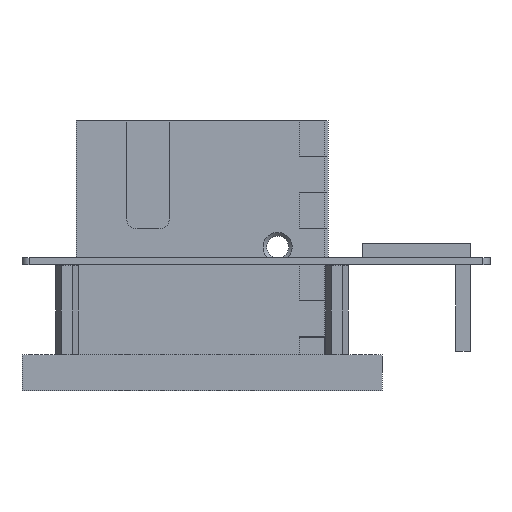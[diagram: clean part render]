
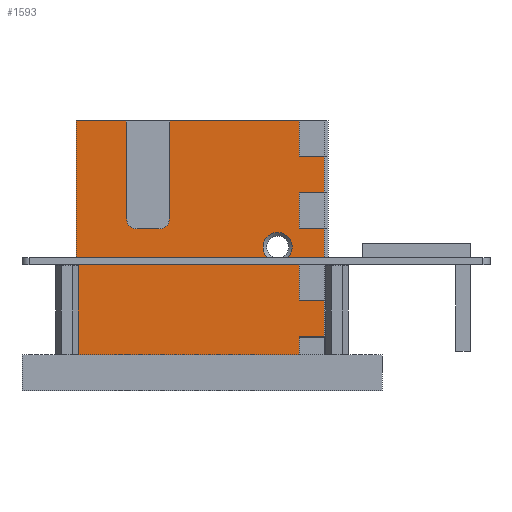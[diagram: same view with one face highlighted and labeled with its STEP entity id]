
A CAD part, left-side view. The second image highlights one B-rep face of the part: STEP entity #1593.
In plain terms, the highlighted planar face has unit normal (-1, 0, 0).
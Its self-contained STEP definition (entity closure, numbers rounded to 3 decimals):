
#1297=FACE_BOUND('',#2181,.T.);
#1298=FACE_BOUND('',#2182,.T.);
#1436=CIRCLE('',#5212,4.05);
#1437=CIRCLE('',#5213,3.);
#1438=CIRCLE('',#5214,3.);
#1593=ADVANCED_FACE('',(#1297,#1298),#1754,.F.);
#1754=PLANE('',#5215);
#2181=EDGE_LOOP('',(#2848));
#2182=EDGE_LOOP('',(#2849,#2850,#2851,#2852,#2853,#2854,#2855,#2856,#2857,
#2858,#2859,#2860,#2861,#2862,#2863,#2864,#2865,#2866,#2867,#2868,#2869,
#2870));
#2848=ORIENTED_EDGE('',*,*,#4027,.T.);
#2849=ORIENTED_EDGE('',*,*,#4028,.F.);
#2850=ORIENTED_EDGE('',*,*,#4026,.F.);
#2851=ORIENTED_EDGE('',*,*,#4029,.T.);
#2852=ORIENTED_EDGE('',*,*,#4030,.T.);
#2853=ORIENTED_EDGE('',*,*,#4031,.T.);
#2854=ORIENTED_EDGE('',*,*,#4032,.T.);
#2855=ORIENTED_EDGE('',*,*,#4033,.T.);
#2856=ORIENTED_EDGE('',*,*,#4034,.T.);
#2857=ORIENTED_EDGE('',*,*,#4035,.T.);
#2858=ORIENTED_EDGE('',*,*,#4036,.T.);
#2859=ORIENTED_EDGE('',*,*,#4037,.T.);
#2860=ORIENTED_EDGE('',*,*,#4038,.T.);
#2861=ORIENTED_EDGE('',*,*,#4039,.T.);
#2862=ORIENTED_EDGE('',*,*,#4040,.T.);
#2863=ORIENTED_EDGE('',*,*,#4041,.T.);
#2864=ORIENTED_EDGE('',*,*,#4042,.F.);
#2865=ORIENTED_EDGE('',*,*,#4043,.F.);
#2866=ORIENTED_EDGE('',*,*,#4044,.T.);
#2867=ORIENTED_EDGE('',*,*,#4045,.F.);
#2868=ORIENTED_EDGE('',*,*,#4046,.T.);
#2869=ORIENTED_EDGE('',*,*,#4047,.T.);
#2870=ORIENTED_EDGE('',*,*,#4048,.F.);
#3578=VERTEX_POINT('',#7161);
#3579=VERTEX_POINT('',#7163);
#3580=VERTEX_POINT('',#7167);
#3581=VERTEX_POINT('',#7169);
#3582=VERTEX_POINT('',#7171);
#3583=VERTEX_POINT('',#7173);
#3584=VERTEX_POINT('',#7175);
#3585=VERTEX_POINT('',#7177);
#3586=VERTEX_POINT('',#7179);
#3587=VERTEX_POINT('',#7181);
#3588=VERTEX_POINT('',#7183);
#3589=VERTEX_POINT('',#7185);
#3590=VERTEX_POINT('',#7187);
#3591=VERTEX_POINT('',#7189);
#3592=VERTEX_POINT('',#7191);
#3593=VERTEX_POINT('',#7193);
#3594=VERTEX_POINT('',#7195);
#3595=VERTEX_POINT('',#7197);
#3596=VERTEX_POINT('',#7199);
#3597=VERTEX_POINT('',#7201);
#3598=VERTEX_POINT('',#7203);
#3599=VERTEX_POINT('',#7205);
#3600=VERTEX_POINT('',#7207);
#4026=EDGE_CURVE('',#3579,#3578,#4430,.T.);
#4027=EDGE_CURVE('',#3580,#3580,#1436,.T.);
#4028=EDGE_CURVE('',#3578,#3581,#4431,.T.);
#4029=EDGE_CURVE('',#3579,#3582,#4432,.T.);
#4030=EDGE_CURVE('',#3582,#3583,#4433,.T.);
#4031=EDGE_CURVE('',#3583,#3584,#4434,.T.);
#4032=EDGE_CURVE('',#3584,#3585,#4435,.T.);
#4033=EDGE_CURVE('',#3585,#3586,#4436,.T.);
#4034=EDGE_CURVE('',#3586,#3587,#4437,.T.);
#4035=EDGE_CURVE('',#3587,#3588,#4438,.T.);
#4036=EDGE_CURVE('',#3588,#3589,#4439,.T.);
#4037=EDGE_CURVE('',#3589,#3590,#4440,.T.);
#4038=EDGE_CURVE('',#3590,#3591,#4441,.T.);
#4039=EDGE_CURVE('',#3591,#3592,#4442,.T.);
#4040=EDGE_CURVE('',#3592,#3593,#4443,.T.);
#4041=EDGE_CURVE('',#3593,#3594,#4444,.T.);
#4042=EDGE_CURVE('',#3595,#3594,#4445,.T.);
#4043=EDGE_CURVE('',#3596,#3595,#4446,.T.);
#4044=EDGE_CURVE('',#3596,#3597,#1437,.T.);
#4045=EDGE_CURVE('',#3598,#3597,#4447,.T.);
#4046=EDGE_CURVE('',#3598,#3599,#1438,.T.);
#4047=EDGE_CURVE('',#3599,#3600,#4448,.T.);
#4048=EDGE_CURVE('',#3581,#3600,#4449,.T.);
#4430=LINE('',#7164,#4787);
#4431=LINE('',#7168,#4788);
#4432=LINE('',#7170,#4789);
#4433=LINE('',#7172,#4790);
#4434=LINE('',#7174,#4791);
#4435=LINE('',#7176,#4792);
#4436=LINE('',#7178,#4793);
#4437=LINE('',#7180,#4794);
#4438=LINE('',#7182,#4795);
#4439=LINE('',#7184,#4796);
#4440=LINE('',#7186,#4797);
#4441=LINE('',#7188,#4798);
#4442=LINE('',#7190,#4799);
#4443=LINE('',#7192,#4800);
#4444=LINE('',#7194,#4801);
#4445=LINE('',#7196,#4802);
#4446=LINE('',#7198,#4803);
#4447=LINE('',#7202,#4804);
#4448=LINE('',#7206,#4805);
#4449=LINE('',#7208,#4806);
#4787=VECTOR('',#5967,1.);
#4788=VECTOR('',#5972,1.);
#4789=VECTOR('',#5973,1.);
#4790=VECTOR('',#5974,1.);
#4791=VECTOR('',#5975,1.);
#4792=VECTOR('',#5976,1.);
#4793=VECTOR('',#5977,1.);
#4794=VECTOR('',#5978,1.);
#4795=VECTOR('',#5979,1.);
#4796=VECTOR('',#5980,1.);
#4797=VECTOR('',#5981,1.);
#4798=VECTOR('',#5982,1.);
#4799=VECTOR('',#5983,1.);
#4800=VECTOR('',#5984,1.);
#4801=VECTOR('',#5985,1.);
#4802=VECTOR('',#5986,1.);
#4803=VECTOR('',#5987,1.);
#4804=VECTOR('',#5990,1.);
#4805=VECTOR('',#5993,1.);
#4806=VECTOR('',#5994,1.);
#5212=AXIS2_PLACEMENT_3D('',#7166,#5970,#5971);
#5213=AXIS2_PLACEMENT_3D('',#7200,#5988,#5989);
#5214=AXIS2_PLACEMENT_3D('',#7204,#5991,#5992);
#5215=AXIS2_PLACEMENT_3D('',#7209,#5995,#5996);
#5967=DIRECTION('',(0.,1.,0.));
#5970=DIRECTION('',(1.,0.,0.));
#5971=DIRECTION('',(0.,0.,-1.));
#5972=DIRECTION('',(0.,0.,1.));
#5973=DIRECTION('',(0.,0.,1.));
#5974=DIRECTION('',(0.,-1.,0.));
#5975=DIRECTION('',(0.,0.,1.));
#5976=DIRECTION('',(0.,1.,0.));
#5977=DIRECTION('',(0.,0.,1.));
#5978=DIRECTION('',(0.,-1.,0.));
#5979=DIRECTION('',(0.,0.,1.));
#5980=DIRECTION('',(0.,1.,0.));
#5981=DIRECTION('',(0.,0.,1.));
#5982=DIRECTION('',(0.,-1.,0.));
#5983=DIRECTION('',(0.,0.,1.));
#5984=DIRECTION('',(0.,1.,0.));
#5985=DIRECTION('',(0.,0.,1.));
#5986=DIRECTION('',(0.,-1.,0.));
#5987=DIRECTION('',(0.,0.,1.));
#5988=DIRECTION('',(1.,0.,0.));
#5989=DIRECTION('',(0.,0.,-1.));
#5990=DIRECTION('',(0.,-1.,0.));
#5991=DIRECTION('',(1.,0.,0.));
#5992=DIRECTION('',(0.,0.,-1.));
#5993=DIRECTION('',(0.,0.,1.));
#5994=DIRECTION('',(0.,-1.,0.));
#5995=DIRECTION('',(1.,0.,0.));
#5996=DIRECTION('',(0.,0.,-1.));
#7161=CARTESIAN_POINT('',(0.,70.,0.));
#7163=CARTESIAN_POINT('',(0.,8.,0.));
#7164=CARTESIAN_POINT('',(0.,0.,0.));
#7166=CARTESIAN_POINT('',(0.,14.,35.));
#7167=CARTESIAN_POINT('',(0.,14.,30.95));
#7168=CARTESIAN_POINT('',(0.,70.,0.));
#7169=CARTESIAN_POINT('',(0.,70.,70.));
#7170=CARTESIAN_POINT('',(0.,8.,0.));
#7171=CARTESIAN_POINT('',(0.,8.,10.));
#7172=CARTESIAN_POINT('',(0.,0.,10.));
#7173=CARTESIAN_POINT('',(0.,1.,10.));
#7174=CARTESIAN_POINT('',(0.,1.,0.));
#7175=CARTESIAN_POINT('',(0.,1.,20.));
#7176=CARTESIAN_POINT('',(0.,0.,20.));
#7177=CARTESIAN_POINT('',(0.,8.,20.));
#7178=CARTESIAN_POINT('',(0.,8.,0.));
#7179=CARTESIAN_POINT('',(0.,8.,30.));
#7180=CARTESIAN_POINT('',(0.,0.,30.));
#7181=CARTESIAN_POINT('',(0.,1.,30.));
#7182=CARTESIAN_POINT('',(0.,1.,0.));
#7183=CARTESIAN_POINT('',(0.,1.,40.));
#7184=CARTESIAN_POINT('',(0.,0.,40.));
#7185=CARTESIAN_POINT('',(0.,8.,40.));
#7186=CARTESIAN_POINT('',(0.,8.,0.));
#7187=CARTESIAN_POINT('',(0.,8.,50.));
#7188=CARTESIAN_POINT('',(0.,0.,50.));
#7189=CARTESIAN_POINT('',(0.,1.,50.));
#7190=CARTESIAN_POINT('',(0.,1.,0.));
#7191=CARTESIAN_POINT('',(0.,1.,60.));
#7192=CARTESIAN_POINT('',(0.,0.,60.));
#7193=CARTESIAN_POINT('',(0.,8.,60.));
#7194=CARTESIAN_POINT('',(0.,8.,0.));
#7195=CARTESIAN_POINT('',(0.,8.,70.));
#7196=CARTESIAN_POINT('',(0.,100.,70.));
#7197=CARTESIAN_POINT('',(0.,44.,70.));
#7198=CARTESIAN_POINT('',(0.,44.,40.));
#7199=CARTESIAN_POINT('',(0.,44.,43.));
#7200=CARTESIAN_POINT('',(0.,47.,43.));
#7201=CARTESIAN_POINT('',(0.,47.,40.));
#7202=CARTESIAN_POINT('',(0.,56.,40.));
#7203=CARTESIAN_POINT('',(0.,53.,40.));
#7204=CARTESIAN_POINT('',(0.,53.,43.));
#7205=CARTESIAN_POINT('',(0.,56.,43.));
#7206=CARTESIAN_POINT('',(0.,56.,40.));
#7207=CARTESIAN_POINT('',(0.,56.,70.));
#7208=CARTESIAN_POINT('',(0.,100.,70.));
#7209=CARTESIAN_POINT('',(0.,0.,0.));
